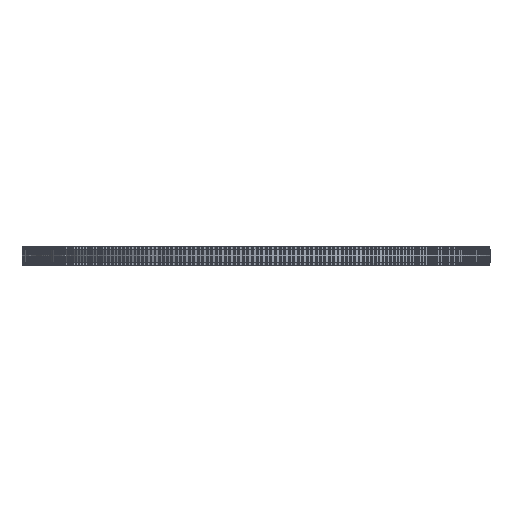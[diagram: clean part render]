
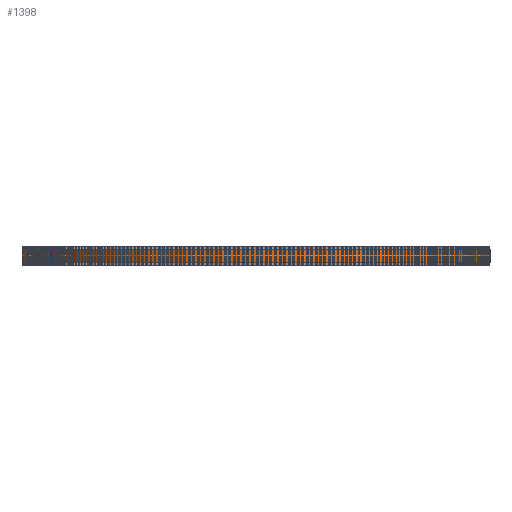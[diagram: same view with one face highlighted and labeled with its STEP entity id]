
A CAD part, left-side view. The second image highlights one B-rep face of the part: STEP entity #1398.
In plain terms, the highlighted cylindrical face has radius 101.541 mm (diameter 203.082 mm), a full revolution.
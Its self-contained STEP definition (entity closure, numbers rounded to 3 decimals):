
#97=FACE_BOUND('',#5232,.T.);
#98=FACE_BOUND('',#5233,.T.);
#1398=ADVANCED_FACE('',(#97,#98),#2675,.T.);
#2675=CYLINDRICAL_SURFACE('',#28215,101.541);
#5232=EDGE_LOOP('',(#15442));
#5233=EDGE_LOOP('',(#15443));
#15442=ORIENTED_EDGE('',*,*,#21826,.T.);
#15443=ORIENTED_EDGE('',*,*,#21827,.T.);
#17996=VERTEX_POINT('',#44820);
#17997=VERTEX_POINT('',#44822);
#21826=EDGE_CURVE('',#17996,#17996,#24380,.T.);
#21827=EDGE_CURVE('',#17997,#17997,#24381,.T.);
#24380=CIRCLE('',#28213,101.541);
#24381=CIRCLE('',#28214,101.541);
#28213=AXIS2_PLACEMENT_3D('',#44819,#37154,#37155);
#28214=AXIS2_PLACEMENT_3D('',#44821,#37156,#37157);
#28215=AXIS2_PLACEMENT_3D('',#44823,#37158,#37159);
#37154=DIRECTION('',(0.,0.,1.));
#37155=DIRECTION('',(1.,0.,0.));
#37156=DIRECTION('',(0.,0.,-1.));
#37157=DIRECTION('',(1.,0.,0.));
#37158=DIRECTION('',(0.,0.,1.));
#37159=DIRECTION('',(1.,0.,0.));
#44819=CARTESIAN_POINT('',(0.,0.,1.));
#44820=CARTESIAN_POINT('',(101.541,0.,1.));
#44821=CARTESIAN_POINT('',(0.,0.,7.));
#44822=CARTESIAN_POINT('',(101.541,0.,7.));
#44823=CARTESIAN_POINT('',(0.,0.,1.));
